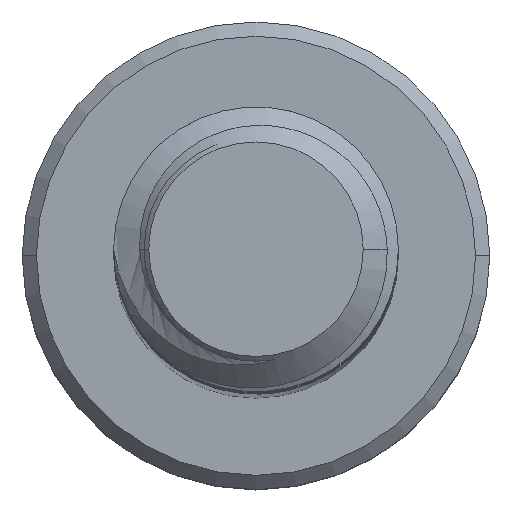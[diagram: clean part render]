
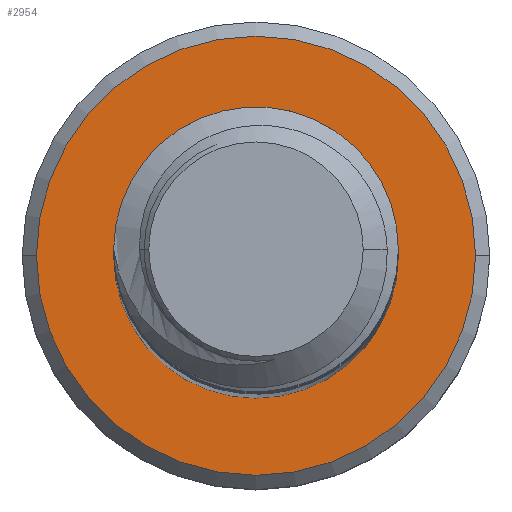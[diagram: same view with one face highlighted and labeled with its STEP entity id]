
A CAD part, top view. The second image highlights one B-rep face of the part: STEP entity #2954.
In plain terms, the highlighted planar face has unit normal (0, 0, 1).
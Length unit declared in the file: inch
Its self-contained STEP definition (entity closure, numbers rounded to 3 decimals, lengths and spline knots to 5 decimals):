
#21 = CARTESIAN_POINT ( 'NONE',  ( 0., 0., -0.46336 ) ) ;
#211 = EDGE_CURVE ( 'NONE', #5656, #2668, #6216, .T. ) ;
#409 = FACE_BOUND ( 'NONE', #5514, .T. ) ;
#461 = EDGE_LOOP ( 'NONE', ( #7949, #4726 ) ) ;
#717 = EDGE_CURVE ( 'NONE', #2668, #5656, #6997, .T. ) ;
#847 = DIRECTION ( 'NONE',  ( 0., 0., 1. ) ) ;
#924 = CARTESIAN_POINT ( 'NONE',  ( 0., 0., -0.46336 ) ) ;
#1056 = FACE_OUTER_BOUND ( 'NONE', #461, .T. ) ;
#1258 = DIRECTION ( 'NONE',  ( -1., 0., 0. ) ) ;
#1267 = DIRECTION ( 'NONE',  ( -1., 0., 0. ) ) ;
#1345 = AXIS2_PLACEMENT_3D ( 'NONE', #924, #847, #3557 ) ;
#1558 = VERTEX_POINT ( 'NONE', #4714 ) ;
#1613 = AXIS2_PLACEMENT_3D ( 'NONE', #6086, #2857, #8096 ) ;
#1753 = PLANE ( 'NONE',  #6159 ) ;
#1916 = DIRECTION ( 'NONE',  ( -1., 0., 0. ) ) ;
#2653 = CIRCLE ( 'NONE', #1613, 0.095 ) ;
#2668 = VERTEX_POINT ( 'NONE', #3357 ) ;
#2784 = AXIS2_PLACEMENT_3D ( 'NONE', #5878, #5366, #1916 ) ;
#2794 = EDGE_CURVE ( 'NONE', #1558, #5833, #5066, .T. ) ;
#2857 = DIRECTION ( 'NONE',  ( 0., 0., 1. ) ) ;
#2954 = ADVANCED_FACE ( 'NONE', ( #1056, #409 ), #1753, .F. ) ;
#3272 = AXIS2_PLACEMENT_3D ( 'NONE', #5317, #7179, #1258 ) ;
#3357 = CARTESIAN_POINT ( 'NONE',  ( 0.1465, 0., -0.46336 ) ) ;
#3557 = DIRECTION ( 'NONE',  ( -1., 0., 0. ) ) ;
#3876 = CARTESIAN_POINT ( 'NONE',  ( -0.1465, 0., -0.46336 ) ) ;
#4714 = CARTESIAN_POINT ( 'NONE',  ( -0.095, 0., -0.46336 ) ) ;
#4726 = ORIENTED_EDGE ( 'NONE', *, *, #717, .T. ) ;
#5066 = CIRCLE ( 'NONE', #1345, 0.095 ) ;
#5317 = CARTESIAN_POINT ( 'NONE',  ( 0., 0., -0.46336 ) ) ;
#5366 = DIRECTION ( 'NONE',  ( 0., 0., 1. ) ) ;
#5379 = EDGE_CURVE ( 'NONE', #5833, #1558, #2653, .T. ) ;
#5459 = ORIENTED_EDGE ( 'NONE', *, *, #2794, .F. ) ;
#5514 = EDGE_LOOP ( 'NONE', ( #8135, #5459 ) ) ;
#5656 = VERTEX_POINT ( 'NONE', #3876 ) ;
#5833 = VERTEX_POINT ( 'NONE', #7372 ) ;
#5878 = CARTESIAN_POINT ( 'NONE',  ( 0., 0., -0.46336 ) ) ;
#6086 = CARTESIAN_POINT ( 'NONE',  ( 0., 0., -0.46336 ) ) ;
#6159 = AXIS2_PLACEMENT_3D ( 'NONE', #21, #6576, #1267 ) ;
#6216 = CIRCLE ( 'NONE', #2784, 0.1465 ) ;
#6576 = DIRECTION ( 'NONE',  ( 0., 0., -1. ) ) ;
#6997 = CIRCLE ( 'NONE', #3272, 0.1465 ) ;
#7179 = DIRECTION ( 'NONE',  ( 0., 0., 1. ) ) ;
#7372 = CARTESIAN_POINT ( 'NONE',  ( 0.095, 0., -0.46336 ) ) ;
#7949 = ORIENTED_EDGE ( 'NONE', *, *, #211, .T. ) ;
#8096 = DIRECTION ( 'NONE',  ( -1., 0., 0. ) ) ;
#8135 = ORIENTED_EDGE ( 'NONE', *, *, #5379, .F. ) ;
